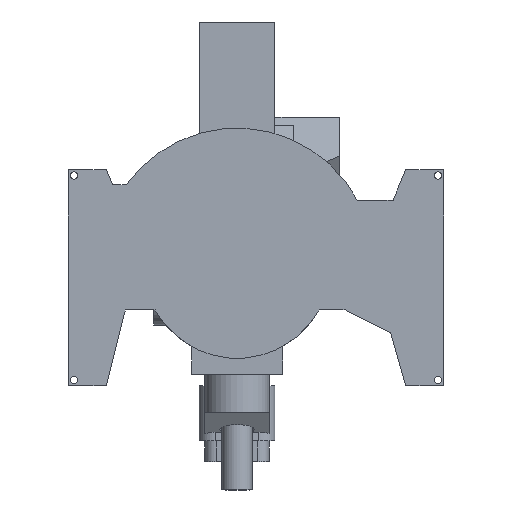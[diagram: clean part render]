
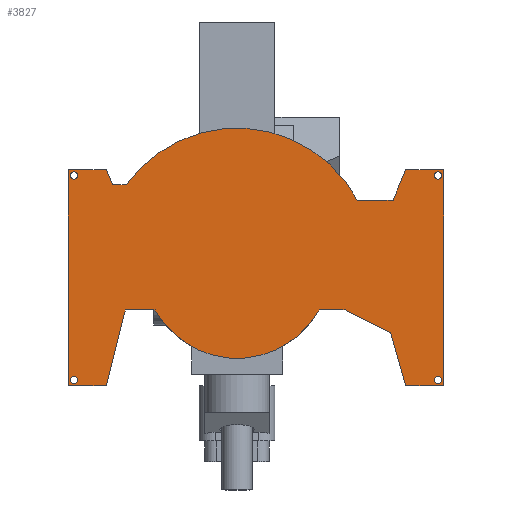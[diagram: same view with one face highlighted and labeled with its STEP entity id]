
A CAD part, front view. The second image highlights one B-rep face of the part: STEP entity #3827.
In plain terms, the highlighted planar face has unit normal (0, -1, 0).
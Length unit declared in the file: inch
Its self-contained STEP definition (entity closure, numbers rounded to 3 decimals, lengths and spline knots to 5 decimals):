
#84=FACE_BOUND('',#553,.T.);
#85=FACE_BOUND('',#554,.T.);
#86=FACE_BOUND('',#555,.T.);
#87=FACE_BOUND('',#556,.T.);
#166=PLANE('',#4147);
#339=FACE_OUTER_BOUND('',#552,.T.);
#552=EDGE_LOOP('',(#2954,#2955,#2956,#2957,#2958,#2959,#2960,#2961,#2962,
#2963,#2964,#2965,#2966,#2967,#2968,#2969,#2970));
#553=EDGE_LOOP('',(#2971));
#554=EDGE_LOOP('',(#2972));
#555=EDGE_LOOP('',(#2973));
#556=EDGE_LOOP('',(#2974));
#804=LINE('',#5678,#1248);
#807=LINE('',#5684,#1251);
#810=LINE('',#5690,#1254);
#813=LINE('',#5697,#1257);
#817=LINE('',#5704,#1261);
#819=LINE('',#5708,#1263);
#824=LINE('',#5717,#1268);
#860=LINE('',#5796,#1304);
#863=LINE('',#5801,#1307);
#865=LINE('',#5806,#1309);
#868=LINE('',#5811,#1312);
#870=LINE('',#5817,#1314);
#873=LINE('',#5822,#1317);
#877=LINE('',#5828,#1321);
#882=LINE('',#5837,#1326);
#1248=VECTOR('',#4566,0.3937);
#1251=VECTOR('',#4571,0.3937);
#1254=VECTOR('',#4576,0.3937);
#1257=VECTOR('',#4581,0.3937);
#1261=VECTOR('',#4587,0.3937);
#1263=VECTOR('',#4591,0.3937);
#1268=VECTOR('',#4598,0.3937);
#1304=VECTOR('',#4658,0.3937);
#1307=VECTOR('',#4663,0.3937);
#1309=VECTOR('',#4667,0.3937);
#1312=VECTOR('',#4672,0.3937);
#1314=VECTOR('',#4680,0.3937);
#1317=VECTOR('',#4685,0.3937);
#1321=VECTOR('',#4693,0.3937);
#1326=VECTOR('',#4706,0.3937);
#1618=CIRCLE('',#4068,0.2375);
#1620=CIRCLE('',#4071,0.2375);
#1622=CIRCLE('',#4074,0.2375);
#1624=CIRCLE('',#4077,0.2375);
#1631=CIRCLE('',#4111,6.1875);
#1636=CIRCLE('',#4136,9.);
#1718=VERTEX_POINT('',#5494);
#1720=VERTEX_POINT('',#5500);
#1722=VERTEX_POINT('',#5506);
#1724=VERTEX_POINT('',#5512);
#1776=VERTEX_POINT('',#5668);
#1777=VERTEX_POINT('',#5669);
#1780=VERTEX_POINT('',#5677);
#1782=VERTEX_POINT('',#5683);
#1784=VERTEX_POINT('',#5689);
#1786=VERTEX_POINT('',#5695);
#1787=VERTEX_POINT('',#5696);
#1790=VERTEX_POINT('',#5707);
#1793=VERTEX_POINT('',#5715);
#1823=VERTEX_POINT('',#5794);
#1824=VERTEX_POINT('',#5795);
#1825=VERTEX_POINT('',#5800);
#1826=VERTEX_POINT('',#5804);
#1827=VERTEX_POINT('',#5805);
#1828=VERTEX_POINT('',#5810);
#1829=VERTEX_POINT('',#5816);
#1830=VERTEX_POINT('',#5820);
#2081=EDGE_CURVE('',#1718,#1718,#1618,.T.);
#2084=EDGE_CURVE('',#1720,#1720,#1620,.T.);
#2087=EDGE_CURVE('',#1722,#1722,#1622,.T.);
#2090=EDGE_CURVE('',#1724,#1724,#1624,.T.);
#2166=EDGE_CURVE('',#1776,#1777,#1631,.T.);
#2170=EDGE_CURVE('',#1777,#1780,#804,.T.);
#2173=EDGE_CURVE('',#1780,#1782,#807,.T.);
#2176=EDGE_CURVE('',#1782,#1784,#810,.T.);
#2179=EDGE_CURVE('',#1786,#1787,#813,.T.);
#2183=EDGE_CURVE('',#1787,#1776,#817,.T.);
#2185=EDGE_CURVE('',#1786,#1790,#819,.T.);
#2190=EDGE_CURVE('',#1793,#1784,#824,.T.);
#2229=EDGE_CURVE('',#1823,#1824,#860,.T.);
#2232=EDGE_CURVE('',#1824,#1825,#863,.T.);
#2234=EDGE_CURVE('',#1826,#1827,#865,.T.);
#2237=EDGE_CURVE('',#1828,#1826,#868,.T.);
#2239=EDGE_CURVE('',#1827,#1823,#1636,.T.);
#2240=EDGE_CURVE('',#1828,#1829,#870,.T.);
#2243=EDGE_CURVE('',#1830,#1825,#873,.T.);
#2247=EDGE_CURVE('',#1790,#1830,#877,.T.);
#2252=EDGE_CURVE('',#1829,#1793,#882,.T.);
#2954=ORIENTED_EDGE('',*,*,#2176,.T.);
#2955=ORIENTED_EDGE('',*,*,#2190,.F.);
#2956=ORIENTED_EDGE('',*,*,#2252,.F.);
#2957=ORIENTED_EDGE('',*,*,#2240,.F.);
#2958=ORIENTED_EDGE('',*,*,#2237,.T.);
#2959=ORIENTED_EDGE('',*,*,#2234,.T.);
#2960=ORIENTED_EDGE('',*,*,#2239,.T.);
#2961=ORIENTED_EDGE('',*,*,#2229,.T.);
#2962=ORIENTED_EDGE('',*,*,#2232,.T.);
#2963=ORIENTED_EDGE('',*,*,#2243,.F.);
#2964=ORIENTED_EDGE('',*,*,#2247,.F.);
#2965=ORIENTED_EDGE('',*,*,#2185,.F.);
#2966=ORIENTED_EDGE('',*,*,#2179,.T.);
#2967=ORIENTED_EDGE('',*,*,#2183,.T.);
#2968=ORIENTED_EDGE('',*,*,#2166,.T.);
#2969=ORIENTED_EDGE('',*,*,#2170,.T.);
#2970=ORIENTED_EDGE('',*,*,#2173,.T.);
#2971=ORIENTED_EDGE('',*,*,#2081,.T.);
#2972=ORIENTED_EDGE('',*,*,#2084,.T.);
#2973=ORIENTED_EDGE('',*,*,#2087,.T.);
#2974=ORIENTED_EDGE('',*,*,#2090,.T.);
#3827=ADVANCED_FACE('',(#339,#84,#85,#86,#87),#166,.F.);
#4068=AXIS2_PLACEMENT_3D('',#5496,#4400,#4401);
#4071=AXIS2_PLACEMENT_3D('',#5502,#4407,#4408);
#4074=AXIS2_PLACEMENT_3D('',#5508,#4414,#4415);
#4077=AXIS2_PLACEMENT_3D('',#5514,#4421,#4422);
#4111=AXIS2_PLACEMENT_3D('',#5670,#4558,#4559);
#4136=AXIS2_PLACEMENT_3D('',#5814,#4676,#4677);
#4147=AXIS2_PLACEMENT_3D('',#5840,#4711,#4712);
#4400=DIRECTION('center_axis',(0.,1.,0.));
#4401=DIRECTION('ref_axis',(-1.,0.,0.));
#4407=DIRECTION('center_axis',(0.,1.,0.));
#4408=DIRECTION('ref_axis',(-1.,0.,0.));
#4414=DIRECTION('center_axis',(0.,1.,0.));
#4415=DIRECTION('ref_axis',(-1.,0.,0.));
#4421=DIRECTION('center_axis',(0.,1.,0.));
#4422=DIRECTION('ref_axis',(-1.,0.,0.));
#4558=DIRECTION('center_axis',(0.,-1.,0.));
#4559=DIRECTION('ref_axis',(0.875,0.,-0.485));
#4566=DIRECTION('',(1.,0.,0.));
#4571=DIRECTION('',(0.894,0.,-0.447));
#4576=DIRECTION('',(0.275,0.,-0.962));
#4581=DIRECTION('',(0.243,0.,0.97));
#4587=DIRECTION('',(1.,0.,0.));
#4591=DIRECTION('',(-1.,0.,0.));
#4598=DIRECTION('',(-1.,0.,0.));
#4658=DIRECTION('',(-1.,0.,0.));
#4663=DIRECTION('',(-0.383,0.,0.924));
#4667=DIRECTION('',(-1.,0.,0.));
#4672=DIRECTION('',(-0.383,0.,-0.924));
#4676=DIRECTION('center_axis',(0.,-1.,0.));
#4677=DIRECTION('ref_axis',(-0.812,0.,0.583));
#4680=DIRECTION('',(1.,0.,0.));
#4685=DIRECTION('',(1.,0.,0.));
#4693=DIRECTION('',(0.,0.,1.));
#4706=DIRECTION('',(0.,0.,-1.));
#4711=DIRECTION('center_axis',(0.,1.,0.));
#4712=DIRECTION('ref_axis',(1.,0.,0.));
#5494=CARTESIAN_POINT('',(12.2375,0.,4.375));
#5496=CARTESIAN_POINT('Origin',(12.,0.,4.375));
#5500=CARTESIAN_POINT('',(-11.7625,0.,4.375));
#5502=CARTESIAN_POINT('Origin',(-12.,0.,4.375));
#5506=CARTESIAN_POINT('',(12.2375,0.,-9.125));
#5508=CARTESIAN_POINT('Origin',(12.,0.,-9.125));
#5512=CARTESIAN_POINT('',(-11.7625,0.,-9.125));
#5514=CARTESIAN_POINT('Origin',(-12.,0.,-9.125));
#5668=CARTESIAN_POINT('',(-6.66158,0.,-4.5));
#5669=CARTESIAN_POINT('',(4.16158,0.,-4.5));
#5670=CARTESIAN_POINT('Origin',(-1.25,0.,-1.5));
#5677=CARTESIAN_POINT('',(5.875,0.,-4.5));
#5678=CARTESIAN_POINT('',(2.9375,0.,-4.5));
#5683=CARTESIAN_POINT('',(8.875,0.,-6.));
#5684=CARTESIAN_POINT('',(4.125,0.,-3.625));
#5689=CARTESIAN_POINT('',(9.875,0.,-9.5));
#5690=CARTESIAN_POINT('',(8.24764,0.,-3.80425));
#5695=CARTESIAN_POINT('',(-9.875,0.,-9.5));
#5696=CARTESIAN_POINT('',(-8.625,0.,-4.5));
#5697=CARTESIAN_POINT('',(-7.84191,0.,-1.36765));
#5704=CARTESIAN_POINT('',(-3.33079,0.,-4.5));
#5707=CARTESIAN_POINT('',(-12.375,0.,-9.5));
#5708=CARTESIAN_POINT('',(-6.1875,0.,-9.5));
#5715=CARTESIAN_POINT('',(12.375,0.,-9.5));
#5717=CARTESIAN_POINT('',(-6.1875,0.,-9.5));
#5794=CARTESIAN_POINT('',(-8.5601,0.,3.75));
#5795=CARTESIAN_POINT('',(-9.46079,0.,3.75));
#5796=CARTESIAN_POINT('',(-4.73039,0.,3.75));
#5800=CARTESIAN_POINT('',(-9.875,0.,4.75));
#5801=CARTESIAN_POINT('',(-8.31223,0.,0.97714));
#5804=CARTESIAN_POINT('',(9.04657,0.,2.75));
#5805=CARTESIAN_POINT('',(6.68332,0.,2.75));
#5806=CARTESIAN_POINT('',(3.34166,0.,2.75));
#5810=CARTESIAN_POINT('',(9.875,0.,4.75));
#5811=CARTESIAN_POINT('',(7.89802,0.,-0.02286));
#5814=CARTESIAN_POINT('Origin',(-1.25,0.,-1.5));
#5816=CARTESIAN_POINT('',(12.375,0.,4.75));
#5817=CARTESIAN_POINT('',(6.1875,0.,4.75));
#5820=CARTESIAN_POINT('',(-12.375,0.,4.75));
#5822=CARTESIAN_POINT('',(6.1875,0.,4.75));
#5828=CARTESIAN_POINT('',(-12.375,0.,1.1875));
#5837=CARTESIAN_POINT('',(12.375,0.,0.5625));
#5840=CARTESIAN_POINT('Origin',(0.,0.,0.));
